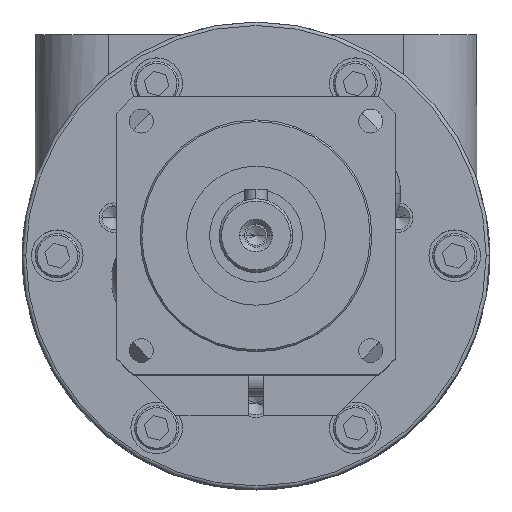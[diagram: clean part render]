
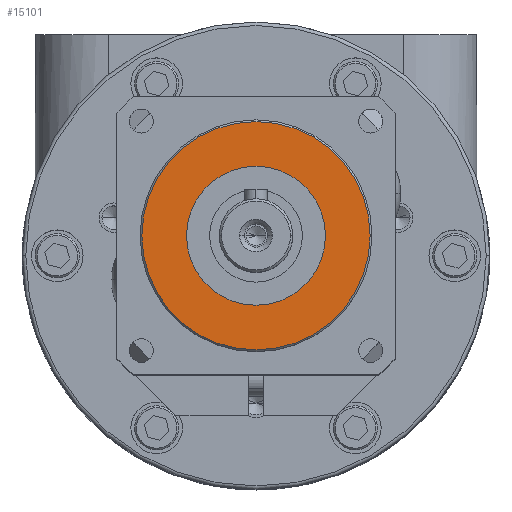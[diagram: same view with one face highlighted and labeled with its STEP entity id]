
A CAD part, top view. The second image highlights one B-rep face of the part: STEP entity #15101.
In plain terms, the highlighted face is planar.
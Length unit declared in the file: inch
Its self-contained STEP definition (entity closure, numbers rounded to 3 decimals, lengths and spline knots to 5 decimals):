
#204 = AXIS2_PLACEMENT_3D ( 'NONE', #16946, #8186, #18406 ) ;
#461 = DIRECTION ( 'NONE',  ( 0., 0., -1. ) ) ;
#662 = EDGE_LOOP ( 'NONE', ( #4078, #1481 ) ) ;
#775 = CARTESIAN_POINT ( 'NONE',  ( 0., 0., -0.27559 ) ) ;
#1481 = ORIENTED_EDGE ( 'NONE', *, *, #2243, .F. ) ;
#1610 = AXIS2_PLACEMENT_3D ( 'NONE', #8239, #11238, #2463 ) ;
#1777 = VERTEX_POINT ( 'NONE', #12728 ) ;
#2229 = DIRECTION ( 'NONE',  ( 1., 0., 0. ) ) ;
#2243 = EDGE_CURVE ( 'NONE', #11690, #1777, #12809, .T. ) ;
#2463 = DIRECTION ( 'NONE',  ( 1., 0., 0. ) ) ;
#3916 = CIRCLE ( 'NONE', #4203, 0.59 ) ;
#4078 = ORIENTED_EDGE ( 'NONE', *, *, #9096, .F. ) ;
#4203 = AXIS2_PLACEMENT_3D ( 'NONE', #15046, #6286, #16515 ) ;
#4254 = CIRCLE ( 'NONE', #9079, 0.96925 ) ;
#5506 = CIRCLE ( 'NONE', #18108, 0.96925 ) ;
#6286 = DIRECTION ( 'NONE',  ( 0., 0., -1. ) ) ;
#6900 = CARTESIAN_POINT ( 'NONE',  ( -0.96925, 0., -0.27559 ) ) ;
#7824 = FACE_BOUND ( 'NONE', #662, .T. ) ;
#8186 = DIRECTION ( 'NONE',  ( 0., 0., -1. ) ) ;
#8239 = CARTESIAN_POINT ( 'NONE',  ( 0., 0., -0.27559 ) ) ;
#9079 = AXIS2_PLACEMENT_3D ( 'NONE', #9167, #461, #10677 ) ;
#9096 = EDGE_CURVE ( 'NONE', #1777, #11690, #3916, .T. ) ;
#9167 = CARTESIAN_POINT ( 'NONE',  ( 0., 0., -0.27559 ) ) ;
#10266 = ORIENTED_EDGE ( 'NONE', *, *, #15839, .T. ) ;
#10677 = DIRECTION ( 'NONE',  ( 1., 0., 0. ) ) ;
#10836 = FACE_OUTER_BOUND ( 'NONE', #13431, .T. ) ;
#10986 = DIRECTION ( 'NONE',  ( 0., 0., -1. ) ) ;
#11238 = DIRECTION ( 'NONE',  ( 0., 0., 1. ) ) ;
#11690 = VERTEX_POINT ( 'NONE', #17375 ) ;
#12497 = VERTEX_POINT ( 'NONE', #13472 ) ;
#12542 = ORIENTED_EDGE ( 'NONE', *, *, #16935, .T. ) ;
#12728 = CARTESIAN_POINT ( 'NONE',  ( 0., 0.59, -0.27559 ) ) ;
#12809 = CIRCLE ( 'NONE', #204, 0.59 ) ;
#13431 = EDGE_LOOP ( 'NONE', ( #10266, #12542 ) ) ;
#13472 = CARTESIAN_POINT ( 'NONE',  ( 0.96925, 0., -0.27559 ) ) ;
#14053 = PLANE ( 'NONE',  #1610 ) ;
#15046 = CARTESIAN_POINT ( 'NONE',  ( 0., 0., -0.27559 ) ) ;
#15101 = ADVANCED_FACE ( 'NONE', ( #7824, #10836 ), #14053, .F. ) ;
#15839 = EDGE_CURVE ( 'NONE', #12497, #17070, #5506, .T. ) ;
#16515 = DIRECTION ( 'NONE',  ( 0., 1., 0. ) ) ;
#16935 = EDGE_CURVE ( 'NONE', #17070, #12497, #4254, .T. ) ;
#16946 = CARTESIAN_POINT ( 'NONE',  ( 0., 0., -0.27559 ) ) ;
#17070 = VERTEX_POINT ( 'NONE', #6900 ) ;
#17375 = CARTESIAN_POINT ( 'NONE',  ( 0., -0.59, -0.27559 ) ) ;
#18108 = AXIS2_PLACEMENT_3D ( 'NONE', #775, #10986, #2229 ) ;
#18406 = DIRECTION ( 'NONE',  ( 0., 1., 0. ) ) ;
